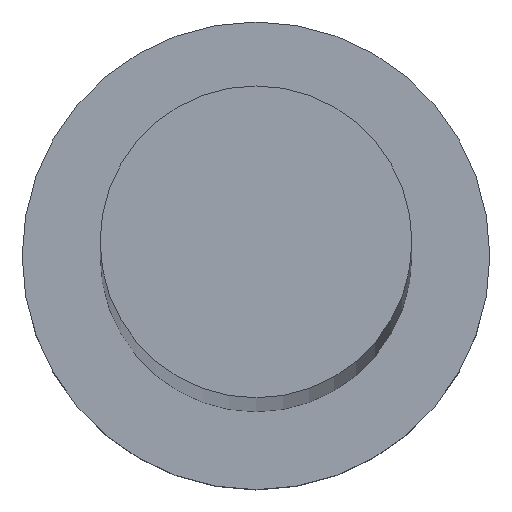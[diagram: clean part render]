
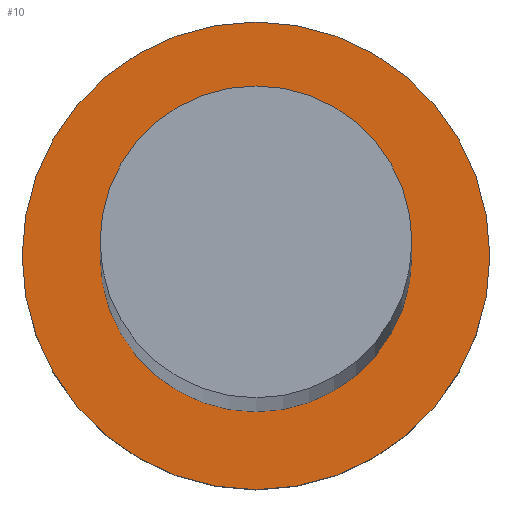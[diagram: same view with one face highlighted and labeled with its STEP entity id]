
A CAD part, top view. The second image highlights one B-rep face of the part: STEP entity #10.
In plain terms, the highlighted planar face has unit normal (0, 0, 1).
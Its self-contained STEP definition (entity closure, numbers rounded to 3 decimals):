
#10 = ADVANCED_FACE ( 'NONE', ( #55, #151 ), #132, .T. ) ;
#15 = ORIENTED_EDGE ( 'NONE', *, *, #117, .T. ) ;
#23 = DIRECTION ( 'NONE',  ( 0., 0., 1. ) ) ;
#26 = DIRECTION ( 'NONE',  ( 1., 0., 0. ) ) ;
#29 = AXIS2_PLACEMENT_3D ( 'NONE', #107, #201, #58 ) ;
#41 = CARTESIAN_POINT ( 'NONE',  ( 0., 0., 6.5 ) ) ;
#55 = FACE_BOUND ( 'NONE', #252, .T. ) ;
#56 = DIRECTION ( 'NONE',  ( 0., 0., 1. ) ) ;
#58 = DIRECTION ( 'NONE',  ( 1., 0., 0. ) ) ;
#65 = AXIS2_PLACEMENT_3D ( 'NONE', #203, #23, #26 ) ;
#88 = CARTESIAN_POINT ( 'NONE',  ( 0., 0., 6.5 ) ) ;
#90 = ORIENTED_EDGE ( 'NONE', *, *, #213, .F. ) ;
#96 = CARTESIAN_POINT ( 'NONE',  ( -6., 0., 6.5 ) ) ;
#101 = AXIS2_PLACEMENT_3D ( 'NONE', #88, #168, #212 ) ;
#102 = DIRECTION ( 'NONE',  ( 0., 0., 1. ) ) ;
#103 = CARTESIAN_POINT ( 'NONE',  ( 6., 0., 6.5 ) ) ;
#107 = CARTESIAN_POINT ( 'NONE',  ( 0., 0., 6.5 ) ) ;
#116 = AXIS2_PLACEMENT_3D ( 'NONE', #41, #56, #127 ) ;
#117 = EDGE_CURVE ( 'NONE', #147, #148, #150, .T. ) ;
#120 = DIRECTION ( 'NONE',  ( 1., 0., 0. ) ) ;
#127 = DIRECTION ( 'NONE',  ( 1., 0., 0. ) ) ;
#129 = ORIENTED_EDGE ( 'NONE', *, *, #166, .F. ) ;
#132 = PLANE ( 'NONE',  #116 ) ;
#142 = CARTESIAN_POINT ( 'NONE',  ( 0., 0., 6.5 ) ) ;
#147 = VERTEX_POINT ( 'NONE', #228 ) ;
#148 = VERTEX_POINT ( 'NONE', #192 ) ;
#150 = CIRCLE ( 'NONE', #249, 9. ) ;
#151 = FACE_OUTER_BOUND ( 'NONE', #214, .T. ) ;
#166 = EDGE_CURVE ( 'NONE', #255, #175, #208, .T. ) ;
#168 = DIRECTION ( 'NONE',  ( 0., 0., 1. ) ) ;
#173 = ORIENTED_EDGE ( 'NONE', *, *, #237, .T. ) ;
#175 = VERTEX_POINT ( 'NONE', #103 ) ;
#192 = CARTESIAN_POINT ( 'NONE',  ( -9., 0., 6.5 ) ) ;
#201 = DIRECTION ( 'NONE',  ( 0., 0., 1. ) ) ;
#203 = CARTESIAN_POINT ( 'NONE',  ( 0., 0., 6.5 ) ) ;
#208 = CIRCLE ( 'NONE', #101, 6. ) ;
#212 = DIRECTION ( 'NONE',  ( 1., 0., 0. ) ) ;
#213 = EDGE_CURVE ( 'NONE', #175, #255, #253, .T. ) ;
#214 = EDGE_LOOP ( 'NONE', ( #173, #15 ) ) ;
#228 = CARTESIAN_POINT ( 'NONE',  ( 9., 0., 6.5 ) ) ;
#237 = EDGE_CURVE ( 'NONE', #148, #147, #241, .T. ) ;
#241 = CIRCLE ( 'NONE', #65, 9. ) ;
#249 = AXIS2_PLACEMENT_3D ( 'NONE', #142, #102, #120 ) ;
#252 = EDGE_LOOP ( 'NONE', ( #129, #90 ) ) ;
#253 = CIRCLE ( 'NONE', #29, 6. ) ;
#255 = VERTEX_POINT ( 'NONE', #96 ) ;
